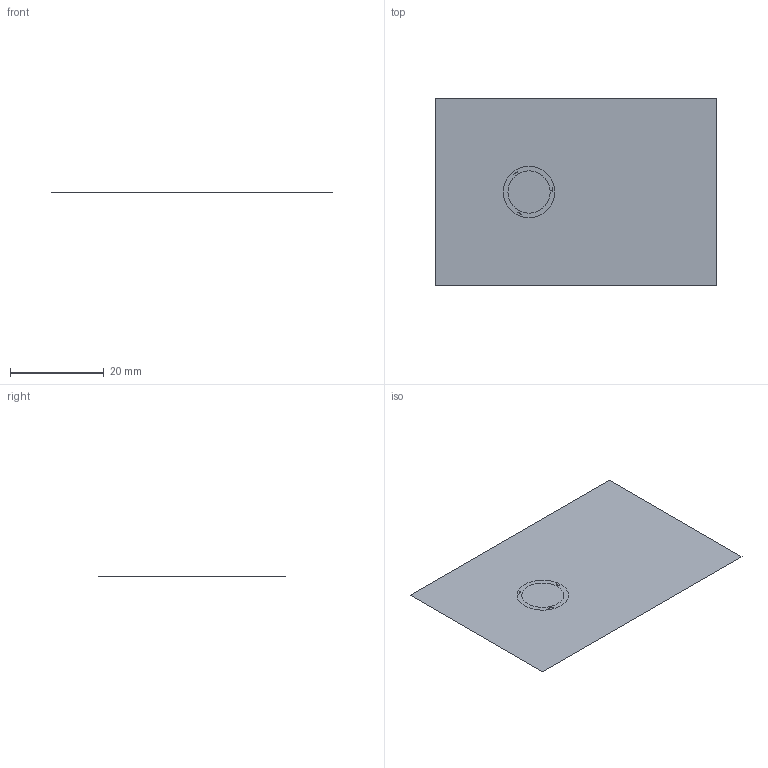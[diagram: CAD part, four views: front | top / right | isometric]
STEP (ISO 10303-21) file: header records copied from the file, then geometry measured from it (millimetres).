
FILE_DESCRIPTION(('HOOPS Exchange Step'),'2;1');
FILE_NAME('Wind_Turbine_no_boi.stp','2025-07-25T12:58:44+02:00',('Michał'),('Unknown organisation'),'HOOPS Exchange 2024.6','HOOPS Exchange','Unknown authorisation');
FILE_SCHEMA( ('AUTOMOTIVE_DESIGN { 1 0 10303 214 1 1 1 1 }') );
Length unit declared in the file: millimetre
Products named in the file (1): Wind_Turbine_no_boi
Bounding box: 60 x 40 x 0 mm (x, y, z)
Surface area: 2399.8 mm2 (no closed solid volume)
Topology: 0 solids, 3 shells, 3 faces, 14 edges, 14 vertices
Faces by surface type: plane 3
Entity records: 1083 total; most frequent: CARTESIAN_POINT 932, DIRECTION 23, VERTEX_POINT 14, EDGE_CURVE 14, ORIENTED_EDGE 14, AXIS2_PLACEMENT_3D 8, EDGE_LOOP 8, FACE_BOUND 8
